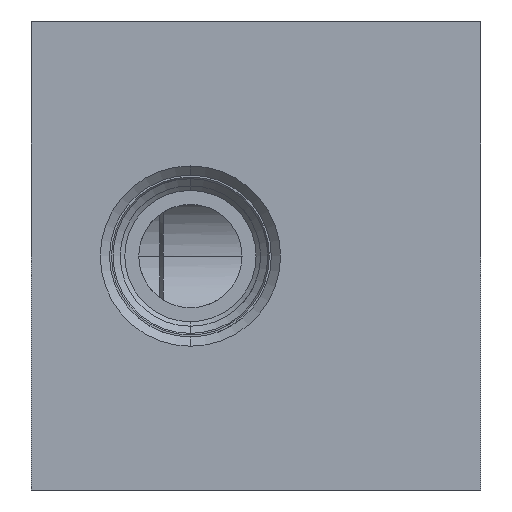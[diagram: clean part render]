
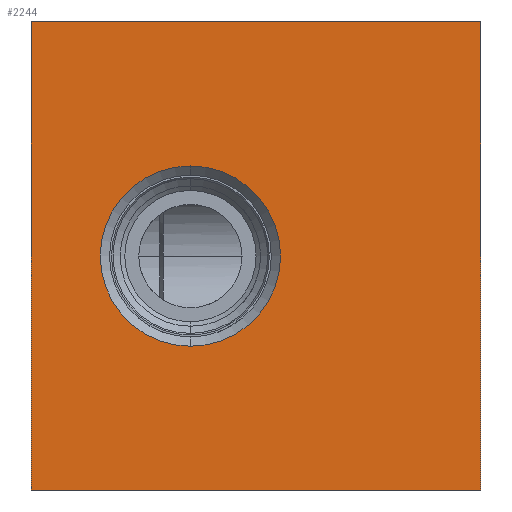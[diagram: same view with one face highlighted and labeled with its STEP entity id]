
A CAD part, left-side view. The second image highlights one B-rep face of the part: STEP entity #2244.
In plain terms, the highlighted planar face has unit normal (-1, 0, 0).
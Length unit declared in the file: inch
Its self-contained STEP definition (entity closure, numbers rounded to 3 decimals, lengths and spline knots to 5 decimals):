
#1=DIRECTION('',(0.,-1.,0.));
#2=VECTOR('',#1,3.);
#3=CARTESIAN_POINT('',(0.,0.,0.));
#4=LINE('',#3,#2);
#37=DIRECTION('',(0.,0.,1.));
#38=VECTOR('',#37,3.125);
#39=CARTESIAN_POINT('',(0.,0.,0.));
#40=LINE('',#39,#38);
#41=CARTESIAN_POINT('',(0.,-1.062,1.562));
#42=DIRECTION('',(1.,0.,0.));
#43=DIRECTION('',(0.,0.,-1.));
#44=AXIS2_PLACEMENT_3D('',#41,#42,#43);
#46=CARTESIAN_POINT('',(0.,-1.062,1.562));
#47=DIRECTION('',(1.,0.,0.));
#48=DIRECTION('',(0.,0.,1.));
#49=AXIS2_PLACEMENT_3D('',#46,#47,#48);
#89=DIRECTION('',(0.,0.,1.));
#90=VECTOR('',#89,3.125);
#91=CARTESIAN_POINT('',(0.,-3.,0.));
#92=LINE('',#91,#90);
#113=DIRECTION('',(0.,-1.,0.));
#114=VECTOR('',#113,3.);
#115=CARTESIAN_POINT('',(0.,0.,3.125));
#116=LINE('',#115,#114);
#1894=CARTESIAN_POINT('',(0.,0.,0.));
#1895=CARTESIAN_POINT('',(0.,-3.,0.));
#1896=VERTEX_POINT('',#1894);
#1897=VERTEX_POINT('',#1895);
#1902=CARTESIAN_POINT('',(0.,0.,3.125));
#1903=CARTESIAN_POINT('',(0.,-3.,3.125));
#1904=VERTEX_POINT('',#1902);
#1905=VERTEX_POINT('',#1903);
#2174=CARTESIAN_POINT('',(0.,-1.062,2.164));
#2175=VERTEX_POINT('',#2174);
#2176=CARTESIAN_POINT('',(0.,-1.062,0.96));
#2177=VERTEX_POINT('',#2176);
#2224=CARTESIAN_POINT('',(0.,0.,0.));
#2225=DIRECTION('',(-1.,0.,0.));
#2226=DIRECTION('',(0.,-1.,0.));
#2227=AXIS2_PLACEMENT_3D('',#2224,#2225,#2226);
#2228=PLANE('',#2227);
#2229=ORIENTED_EDGE('',*,*,#2201,.F.);
#2231=ORIENTED_EDGE('',*,*,#2230,.T.);
#2233=ORIENTED_EDGE('',*,*,#2232,.T.);
#2235=ORIENTED_EDGE('',*,*,#2234,.F.);
#2236=EDGE_LOOP('',(#2229,#2231,#2233,#2235));
#2237=FACE_OUTER_BOUND('',#2236,.F.);
#2239=ORIENTED_EDGE('',*,*,#2238,.F.);
#2241=ORIENTED_EDGE('',*,*,#2240,.F.);
#2242=EDGE_LOOP('',(#2239,#2241));
#2243=FACE_BOUND('',#2242,.F.);
#2244=ADVANCED_FACE('',(#2237,#2243),#2228,.T.);
#45=CIRCLE('',#44,0.602);
#50=CIRCLE('',#49,0.602);
#2201=EDGE_CURVE('',#1896,#1897,#4,.T.);
#2230=EDGE_CURVE('',#1896,#1904,#40,.T.);
#2232=EDGE_CURVE('',#1904,#1905,#116,.T.);
#2234=EDGE_CURVE('',#1897,#1905,#92,.T.);
#2238=EDGE_CURVE('',#2177,#2175,#45,.T.);
#2240=EDGE_CURVE('',#2175,#2177,#50,.T.);
